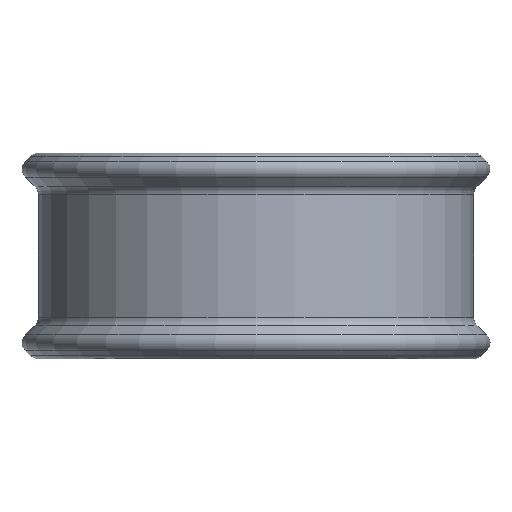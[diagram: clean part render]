
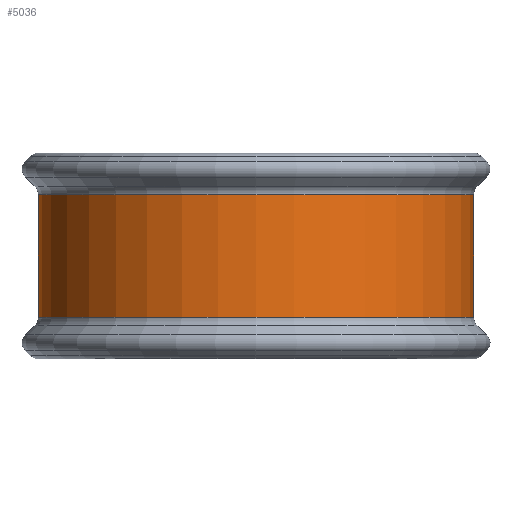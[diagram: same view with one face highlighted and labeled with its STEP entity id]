
A CAD part, front view. The second image highlights one B-rep face of the part: STEP entity #5036.
In plain terms, the highlighted cylindrical face has radius 14.884 mm (diameter 29.769 mm), a partial arc.
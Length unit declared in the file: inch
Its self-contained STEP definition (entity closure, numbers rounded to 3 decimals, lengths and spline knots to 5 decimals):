
#46 = VERTEX_POINT ( 'NONE', #2484 ) ;
#153 = ORIENTED_EDGE ( 'NONE', *, *, #5022, .T. ) ;
#154 = VERTEX_POINT ( 'NONE', #2068 ) ;
#338 = CARTESIAN_POINT ( 'NONE',  ( -0.055, -0.906, 0.16479 ) ) ;
#583 = VECTOR ( 'NONE', #2493, 39.37008 ) ;
#1134 = CARTESIAN_POINT ( 'NONE',  ( 0.531, -0.906, -0.16479 ) ) ;
#1233 = DIRECTION ( 'NONE',  ( 0., 0., -1. ) ) ;
#1280 = CARTESIAN_POINT ( 'NONE',  ( -0.055, -0.906, -0.16479 ) ) ;
#1615 = DIRECTION ( 'NONE',  ( -1., 0., 0. ) ) ;
#1827 = VERTEX_POINT ( 'NONE', #1280 ) ;
#1848 = FACE_OUTER_BOUND ( 'NONE', #2812, .T. ) ;
#2068 = CARTESIAN_POINT ( 'NONE',  ( 0.531, -0.32, -0.16479 ) ) ;
#2150 = DIRECTION ( 'NONE',  ( 0., 0., 1. ) ) ;
#2188 = AXIS2_PLACEMENT_3D ( 'NONE', #1134, #4439, #1615 ) ;
#2211 = CYLINDRICAL_SURFACE ( 'NONE', #4725, 0.586 ) ;
#2484 = CARTESIAN_POINT ( 'NONE',  ( 0.531, -0.32, 0.16479 ) ) ;
#2493 = DIRECTION ( 'NONE',  ( 0., 0., 1. ) ) ;
#2812 = EDGE_LOOP ( 'NONE', ( #153, #4284, #6008, #4286 ) ) ;
#3317 = CIRCLE ( 'NONE', #3552, 0.586 ) ;
#3552 = AXIS2_PLACEMENT_3D ( 'NONE', #4045, #1233, #4528 ) ;
#3642 = EDGE_CURVE ( 'NONE', #1827, #4683, #5134, .T. ) ;
#3661 = EDGE_CURVE ( 'NONE', #46, #4683, #3317, .T. ) ;
#3887 = VECTOR ( 'NONE', #2150, 39.37008 ) ;
#4032 = LINE ( 'NONE', #5311, #583 ) ;
#4045 = CARTESIAN_POINT ( 'NONE',  ( 0.531, -0.906, 0.16479 ) ) ;
#4284 = ORIENTED_EDGE ( 'NONE', *, *, #3661, .T. ) ;
#4286 = ORIENTED_EDGE ( 'NONE', *, *, #5480, .F. ) ;
#4439 = DIRECTION ( 'NONE',  ( 0., 0., -1. ) ) ;
#4528 = DIRECTION ( 'NONE',  ( -1., 0., 0. ) ) ;
#4683 = VERTEX_POINT ( 'NONE', #338 ) ;
#4725 = AXIS2_PLACEMENT_3D ( 'NONE', #4833, #5790, #4856 ) ;
#4833 = CARTESIAN_POINT ( 'NONE',  ( 0.531, -0.906, 0. ) ) ;
#4856 = DIRECTION ( 'NONE',  ( -1., 0., 0. ) ) ;
#4950 = CARTESIAN_POINT ( 'NONE',  ( -0.055, -0.906, 0.16479 ) ) ;
#5022 = EDGE_CURVE ( 'NONE', #154, #46, #4032, .T. ) ;
#5036 = ADVANCED_FACE ( 'NONE', ( #1848 ), #2211, .T. ) ;
#5134 = LINE ( 'NONE', #4950, #3887 ) ;
#5311 = CARTESIAN_POINT ( 'NONE',  ( 0.531, -0.32, 0.16479 ) ) ;
#5480 = EDGE_CURVE ( 'NONE', #154, #1827, #6032, .T. ) ;
#5790 = DIRECTION ( 'NONE',  ( 0., 0., -1. ) ) ;
#6008 = ORIENTED_EDGE ( 'NONE', *, *, #3642, .F. ) ;
#6032 = CIRCLE ( 'NONE', #2188, 0.586 ) ;
